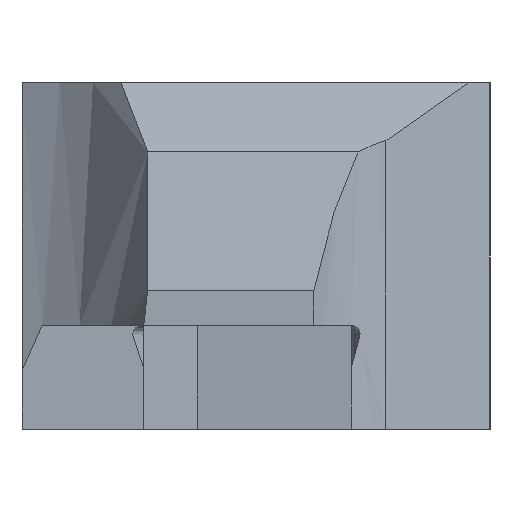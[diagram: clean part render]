
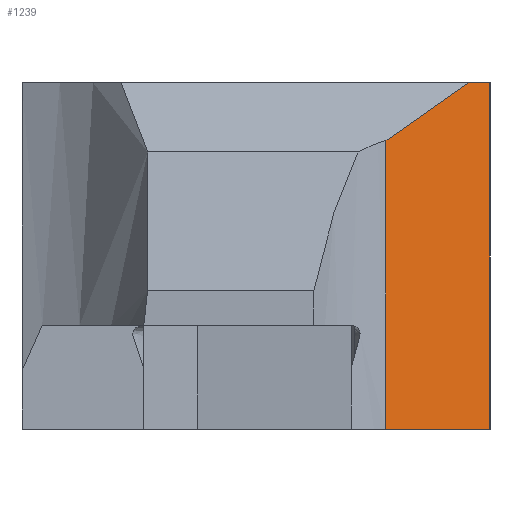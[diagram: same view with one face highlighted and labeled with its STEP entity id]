
A CAD part, left-side view. The second image highlights one B-rep face of the part: STEP entity #1239.
In plain terms, the highlighted planar face has unit normal (-0.819, -0.574, 0).
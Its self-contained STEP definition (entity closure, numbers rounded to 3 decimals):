
#5 = CARTESIAN_POINT ( 'NONE',  ( 3.501, 0., -10. ) ) ;
#146 = DIRECTION ( 'NONE',  ( 0.819, 0.574, 0. ) ) ;
#232 = ORIENTED_EDGE ( 'NONE', *, *, #1853, .T. ) ;
#275 = CARTESIAN_POINT ( 'NONE',  ( 1.4, 3., -20. ) ) ;
#301 = VECTOR ( 'NONE', #1088, 1000. ) ;
#360 = VERTEX_POINT ( 'NONE', #1344 ) ;
#409 = EDGE_CURVE ( 'NONE', #2152, #918, #520, .T. ) ;
#418 = CARTESIAN_POINT ( 'NONE',  ( 3.072, 0.612, -10. ) ) ;
#517 = CARTESIAN_POINT ( 'NONE',  ( 1.4, 3., -10. ) ) ;
#520 = LINE ( 'NONE', #1102, #674 ) ;
#674 = VECTOR ( 'NONE', #1831, 1000. ) ;
#832 = DIRECTION ( 'NONE',  ( -0.574, 0.819, 0. ) ) ;
#881 = CARTESIAN_POINT ( 'NONE',  ( 1.4, 3., -10. ) ) ;
#918 = VERTEX_POINT ( 'NONE', #1941 ) ;
#958 = LINE ( 'NONE', #275, #1451 ) ;
#964 = ORIENTED_EDGE ( 'NONE', *, *, #1929, .F. ) ;
#1036 = LINE ( 'NONE', #2266, #1484 ) ;
#1074 = FACE_OUTER_BOUND ( 'NONE', #2095, .T. ) ;
#1088 = DIRECTION ( 'NONE',  ( 0.498, -0.711, 0.498 ) ) ;
#1102 = CARTESIAN_POINT ( 'NONE',  ( 1.4, 3., -10. ) ) ;
#1180 = CARTESIAN_POINT ( 'NONE',  ( 1.814, 2.409, -11.258 ) ) ;
#1239 = ADVANCED_FACE ( 'NONE', ( #1074 ), #2105, .F. ) ;
#1247 = CARTESIAN_POINT ( 'NONE',  ( 1.4, 3., -11.672 ) ) ;
#1301 = ORIENTED_EDGE ( 'NONE', *, *, #1508, .F. ) ;
#1344 = CARTESIAN_POINT ( 'NONE',  ( 3.501, 0., -20. ) ) ;
#1451 = VECTOR ( 'NONE', #1627, 1000. ) ;
#1484 = VECTOR ( 'NONE', #2241, 1000. ) ;
#1508 = EDGE_CURVE ( 'NONE', #1901, #360, #1036, .T. ) ;
#1560 = EDGE_CURVE ( 'NONE', #2152, #2000, #2094, .T. ) ;
#1627 = DIRECTION ( 'NONE',  ( -0.574, 0.819, 0. ) ) ;
#1698 = VECTOR ( 'NONE', #1859, 1000. ) ;
#1746 = LINE ( 'NONE', #517, #1698 ) ;
#1757 = ORIENTED_EDGE ( 'NONE', *, *, #1560, .F. ) ;
#1831 = DIRECTION ( 'NONE',  ( 0., 0., -1. ) ) ;
#1853 = EDGE_CURVE ( 'NONE', #1901, #2000, #1746, .T. ) ;
#1859 = DIRECTION ( 'NONE',  ( -0.574, 0.819, 0. ) ) ;
#1901 = VERTEX_POINT ( 'NONE', #5 ) ;
#1929 = EDGE_CURVE ( 'NONE', #360, #918, #958, .T. ) ;
#1941 = CARTESIAN_POINT ( 'NONE',  ( 1.4, 3., -20. ) ) ;
#2000 = VERTEX_POINT ( 'NONE', #418 ) ;
#2094 = LINE ( 'NONE', #1180, #301 ) ;
#2095 = EDGE_LOOP ( 'NONE', ( #2146, #964, #1301, #232, #1757 ) ) ;
#2105 = PLANE ( 'NONE',  #2129 ) ;
#2129 = AXIS2_PLACEMENT_3D ( 'NONE', #881, #146, #832 ) ;
#2146 = ORIENTED_EDGE ( 'NONE', *, *, #409, .T. ) ;
#2152 = VERTEX_POINT ( 'NONE', #1247 ) ;
#2241 = DIRECTION ( 'NONE',  ( 0., 0., -1. ) ) ;
#2266 = CARTESIAN_POINT ( 'NONE',  ( 3.501, 0., -10. ) ) ;
